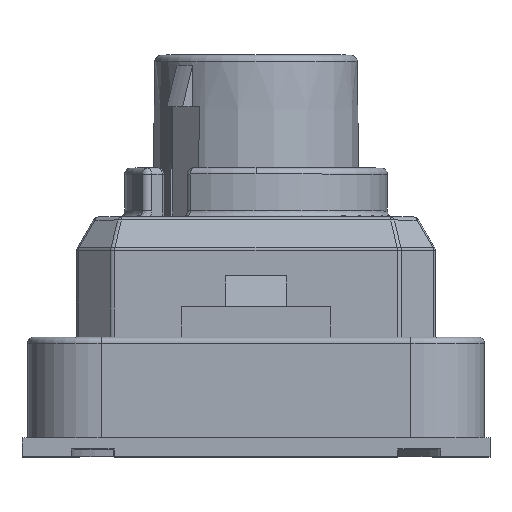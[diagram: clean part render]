
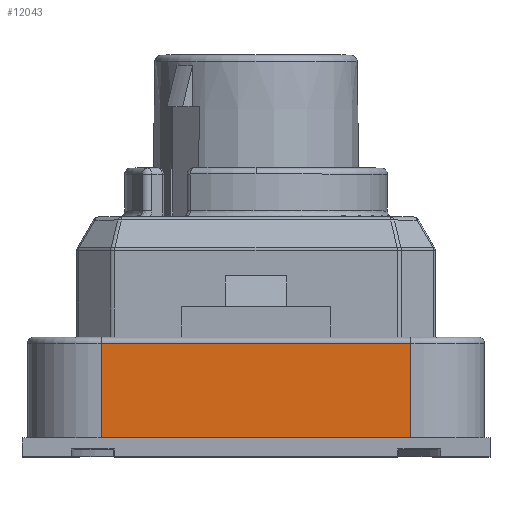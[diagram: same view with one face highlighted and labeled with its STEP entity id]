
A CAD part, top view. The second image highlights one B-rep face of the part: STEP entity #12043.
In plain terms, the highlighted planar face has unit normal (0, 0, 1).
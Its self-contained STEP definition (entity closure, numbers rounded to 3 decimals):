
#19 = VECTOR ( 'NONE', #14118, 1000. ) ;
#224 = CARTESIAN_POINT ( 'NONE',  ( 0., -5.25, 9.075 ) ) ;
#496 = CARTESIAN_POINT ( 'NONE',  ( -6.3, -9.1, 9.075 ) ) ;
#713 = CARTESIAN_POINT ( 'NONE',  ( 0., -9.1, 9.075 ) ) ;
#1101 = CARTESIAN_POINT ( 'NONE',  ( 6.3, -9.1, 9.075 ) ) ;
#1343 = EDGE_CURVE ( 'NONE', #13509, #3140, #18557, .T. ) ;
#1390 = CARTESIAN_POINT ( 'NONE',  ( -6.3, -9.1, 9.075 ) ) ;
#3140 = VERTEX_POINT ( 'NONE', #496 ) ;
#4003 = VERTEX_POINT ( 'NONE', #11476 ) ;
#4592 = AXIS2_PLACEMENT_3D ( 'NONE', #713, #6888, #5968 ) ;
#4870 = VECTOR ( 'NONE', #12551, 1000. ) ;
#5809 = ORIENTED_EDGE ( 'NONE', *, *, #1343, .T. ) ;
#5968 = DIRECTION ( 'NONE',  ( -1., 0., 0. ) ) ;
#6288 = LINE ( 'NONE', #224, #4870 ) ;
#6539 = ORIENTED_EDGE ( 'NONE', *, *, #19192, .T. ) ;
#6888 = DIRECTION ( 'NONE',  ( 0., 0., -1. ) ) ;
#7718 = CARTESIAN_POINT ( 'NONE',  ( 6.3, -9.1, 9.075 ) ) ;
#7766 = VERTEX_POINT ( 'NONE', #1101 ) ;
#8476 = VECTOR ( 'NONE', #16886, 1000. ) ;
#9842 = DIRECTION ( 'NONE',  ( 0., 1., 0. ) ) ;
#10295 = ORIENTED_EDGE ( 'NONE', *, *, #13059, .T. ) ;
#11476 = CARTESIAN_POINT ( 'NONE',  ( 6.3, -5.25, 9.075 ) ) ;
#12043 = ADVANCED_FACE ( 'NONE', ( #14550 ), #14352, .F. ) ;
#12551 = DIRECTION ( 'NONE',  ( -1., 0., 0. ) ) ;
#13059 = EDGE_CURVE ( 'NONE', #4003, #13509, #6288, .T. ) ;
#13509 = VERTEX_POINT ( 'NONE', #19368 ) ;
#13864 = LINE ( 'NONE', #19901, #8476 ) ;
#14118 = DIRECTION ( 'NONE',  ( 0., -1., 0. ) ) ;
#14352 = PLANE ( 'NONE',  #4592 ) ;
#14550 = FACE_OUTER_BOUND ( 'NONE', #18567, .T. ) ;
#15216 = EDGE_CURVE ( 'NONE', #7766, #3140, #13864, .T. ) ;
#15912 = ORIENTED_EDGE ( 'NONE', *, *, #15216, .F. ) ;
#16323 = VECTOR ( 'NONE', #9842, 1000. ) ;
#16886 = DIRECTION ( 'NONE',  ( -1., 0., 0. ) ) ;
#16900 = LINE ( 'NONE', #7718, #16323 ) ;
#18557 = LINE ( 'NONE', #1390, #19 ) ;
#18567 = EDGE_LOOP ( 'NONE', ( #6539, #10295, #5809, #15912 ) ) ;
#19192 = EDGE_CURVE ( 'NONE', #7766, #4003, #16900, .T. ) ;
#19368 = CARTESIAN_POINT ( 'NONE',  ( -6.3, -5.25, 9.075 ) ) ;
#19901 = CARTESIAN_POINT ( 'NONE',  ( 0., -9.1, 9.075 ) ) ;
